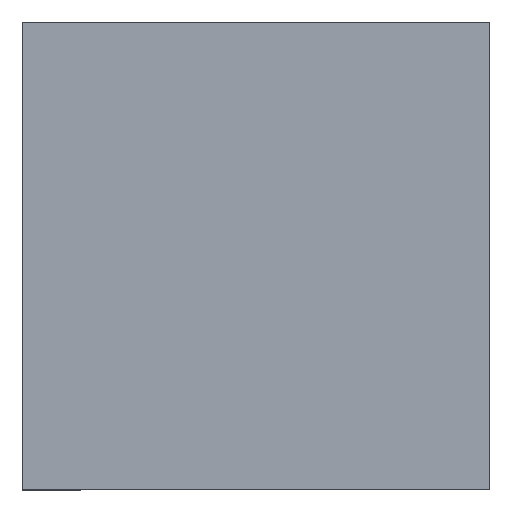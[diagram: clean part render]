
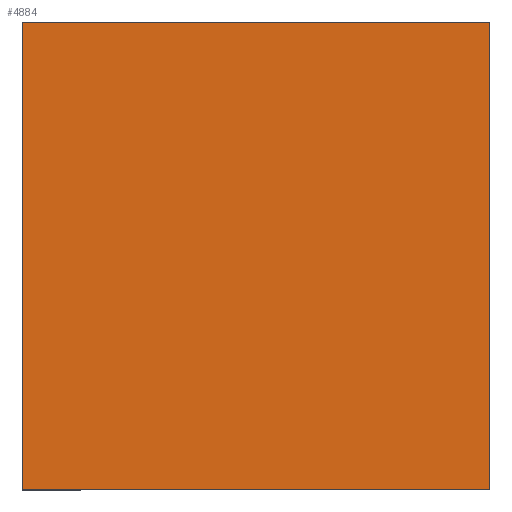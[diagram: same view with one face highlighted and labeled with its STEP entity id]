
A CAD part, front view. The second image highlights one B-rep face of the part: STEP entity #4884.
In plain terms, the highlighted planar face has unit normal (0, -1, 0).
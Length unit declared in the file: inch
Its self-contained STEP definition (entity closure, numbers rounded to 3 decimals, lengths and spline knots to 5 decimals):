
#111 = EDGE_CURVE ( 'NONE', #2896, #3422, #496, .T. ) ;
#183 = EDGE_LOOP ( 'NONE', ( #3237, #4298, #1636, #6013 ) ) ;
#327 = EDGE_CURVE ( 'NONE', #3422, #4160, #3806, .T. ) ;
#496 = LINE ( 'NONE', #1908, #2941 ) ;
#747 = CARTESIAN_POINT ( 'NONE',  ( -0.5, 0., 0.5 ) ) ;
#828 = DIRECTION ( 'NONE',  ( 0., 0., 1. ) ) ;
#1083 = CARTESIAN_POINT ( 'NONE',  ( 0., 0., 0. ) ) ;
#1145 = AXIS2_PLACEMENT_3D ( 'NONE', #1083, #1631, #5165 ) ;
#1206 = FACE_OUTER_BOUND ( 'NONE', #183, .T. ) ;
#1363 = CARTESIAN_POINT ( 'NONE',  ( -0.5, 0., -0.5 ) ) ;
#1403 = LINE ( 'NONE', #5822, #5991 ) ;
#1631 = DIRECTION ( 'NONE',  ( 0., 1., 0. ) ) ;
#1636 = ORIENTED_EDGE ( 'NONE', *, *, #1693, .F. ) ;
#1693 = EDGE_CURVE ( 'NONE', #5008, #2896, #1873, .T. ) ;
#1757 = EDGE_CURVE ( 'NONE', #4160, #5008, #1403, .T. ) ;
#1873 = LINE ( 'NONE', #5219, #5386 ) ;
#1908 = CARTESIAN_POINT ( 'NONE',  ( 0.5, 0., -0.5 ) ) ;
#2248 = CARTESIAN_POINT ( 'NONE',  ( -0.5, 0., 0.5 ) ) ;
#2896 = VERTEX_POINT ( 'NONE', #3215 ) ;
#2941 = VECTOR ( 'NONE', #4410, 39.37008 ) ;
#3215 = CARTESIAN_POINT ( 'NONE',  ( 0.5, 0., -0.5 ) ) ;
#3237 = ORIENTED_EDGE ( 'NONE', *, *, #327, .F. ) ;
#3422 = VERTEX_POINT ( 'NONE', #1363 ) ;
#3664 = CARTESIAN_POINT ( 'NONE',  ( 0.5, 0., 0.5 ) ) ;
#3801 = DIRECTION ( 'NONE',  ( 1., 0., 0. ) ) ;
#3806 = LINE ( 'NONE', #2248, #4019 ) ;
#4019 = VECTOR ( 'NONE', #828, 39.37008 ) ;
#4160 = VERTEX_POINT ( 'NONE', #747 ) ;
#4298 = ORIENTED_EDGE ( 'NONE', *, *, #111, .F. ) ;
#4410 = DIRECTION ( 'NONE',  ( -1., 0., 0. ) ) ;
#4726 = DIRECTION ( 'NONE',  ( 0., 0., -1. ) ) ;
#4884 = ADVANCED_FACE ( 'NONE', ( #1206 ), #6091, .F. ) ;
#5008 = VERTEX_POINT ( 'NONE', #3664 ) ;
#5165 = DIRECTION ( 'NONE',  ( 0., 0., 1. ) ) ;
#5219 = CARTESIAN_POINT ( 'NONE',  ( 0.5, 0., 0.5 ) ) ;
#5386 = VECTOR ( 'NONE', #4726, 39.37008 ) ;
#5822 = CARTESIAN_POINT ( 'NONE',  ( 0.5, 0., 0.5 ) ) ;
#5991 = VECTOR ( 'NONE', #3801, 39.37008 ) ;
#6013 = ORIENTED_EDGE ( 'NONE', *, *, #1757, .F. ) ;
#6091 = PLANE ( 'NONE',  #1145 ) ;
